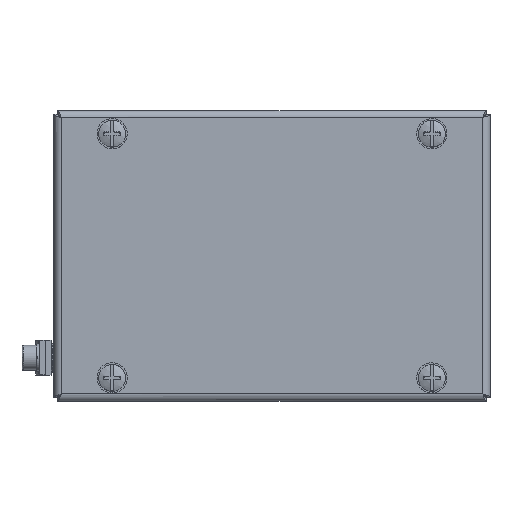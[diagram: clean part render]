
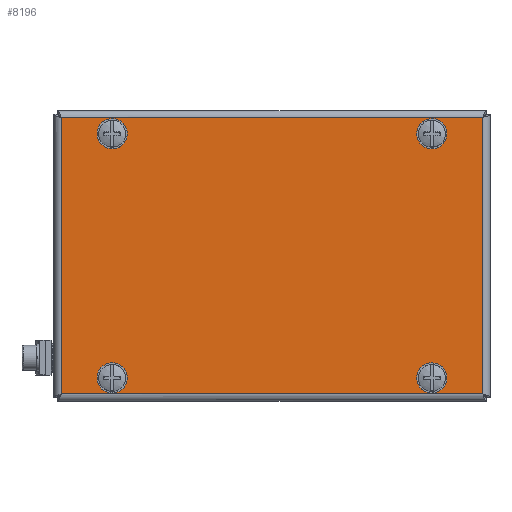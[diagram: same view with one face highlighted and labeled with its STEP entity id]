
A CAD part, top view. The second image highlights one B-rep face of the part: STEP entity #8196.
In plain terms, the highlighted face is planar.
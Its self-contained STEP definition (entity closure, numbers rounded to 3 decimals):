
#643=LINE('',#12646,#1277);
#644=LINE('',#12648,#1278);
#645=LINE('',#12650,#1279);
#646=LINE('',#12651,#1280);
#1277=VECTOR('',#9926,1000.);
#1278=VECTOR('',#9927,1000.);
#1279=VECTOR('',#9928,1000.);
#1280=VECTOR('',#9929,1000.);
#1873=PLANE('',#8838);
#2107=FACE_BOUND('',#2849,.T.);
#2108=FACE_BOUND('',#2850,.T.);
#2109=FACE_BOUND('',#2851,.T.);
#2110=FACE_BOUND('',#2852,.T.);
#2259=FACE_OUTER_BOUND('',#2848,.T.);
#2848=EDGE_LOOP('',(#5885,#5886,#5887,#5888));
#2849=EDGE_LOOP('',(#5889));
#2850=EDGE_LOOP('',(#5890));
#2851=EDGE_LOOP('',(#5891));
#2852=EDGE_LOOP('',(#5892));
#3484=CIRCLE('',#8827,4.);
#3486=CIRCLE('',#8830,4.);
#3488=CIRCLE('',#8833,4.);
#3490=CIRCLE('',#8836,4.);
#3846=VERTEX_POINT('',#12617);
#3848=VERTEX_POINT('',#12622);
#3850=VERTEX_POINT('',#12627);
#3852=VERTEX_POINT('',#12632);
#3857=VERTEX_POINT('',#12644);
#3858=VERTEX_POINT('',#12645);
#3859=VERTEX_POINT('',#12647);
#3860=VERTEX_POINT('',#12649);
#4590=EDGE_CURVE('',#3846,#3846,#3484,.T.);
#4592=EDGE_CURVE('',#3848,#3848,#3486,.T.);
#4594=EDGE_CURVE('',#3850,#3850,#3488,.T.);
#4596=EDGE_CURVE('',#3852,#3852,#3490,.T.);
#4601=EDGE_CURVE('',#3857,#3858,#643,.T.);
#4602=EDGE_CURVE('',#3858,#3859,#644,.T.);
#4603=EDGE_CURVE('',#3859,#3860,#645,.T.);
#4604=EDGE_CURVE('',#3860,#3857,#646,.T.);
#5885=ORIENTED_EDGE('',*,*,#4601,.T.);
#5886=ORIENTED_EDGE('',*,*,#4602,.T.);
#5887=ORIENTED_EDGE('',*,*,#4603,.T.);
#5888=ORIENTED_EDGE('',*,*,#4604,.T.);
#5889=ORIENTED_EDGE('',*,*,#4590,.F.);
#5890=ORIENTED_EDGE('',*,*,#4592,.F.);
#5891=ORIENTED_EDGE('',*,*,#4594,.F.);
#5892=ORIENTED_EDGE('',*,*,#4596,.F.);
#8196=ADVANCED_FACE('',(#2259,#2107,#2108,#2109,#2110),#1873,.F.);
#8827=AXIS2_PLACEMENT_3D('',#12618,#9898,#9899);
#8830=AXIS2_PLACEMENT_3D('',#12623,#9904,#9905);
#8833=AXIS2_PLACEMENT_3D('',#12628,#9910,#9911);
#8836=AXIS2_PLACEMENT_3D('',#12633,#9916,#9917);
#8838=AXIS2_PLACEMENT_3D('',#12643,#9924,#9925);
#9898=DIRECTION('center_axis',(0.,0.,-1.));
#9899=DIRECTION('ref_axis',(1.,0.,0.));
#9904=DIRECTION('center_axis',(0.,0.,-1.));
#9905=DIRECTION('ref_axis',(-1.,0.,0.));
#9910=DIRECTION('center_axis',(0.,0.,-1.));
#9911=DIRECTION('ref_axis',(1.,0.,0.));
#9916=DIRECTION('center_axis',(0.,0.,-1.));
#9917=DIRECTION('ref_axis',(-1.,0.,0.));
#9924=DIRECTION('center_axis',(0.,0.,1.));
#9925=DIRECTION('ref_axis',(1.,0.,0.));
#9926=DIRECTION('',(-1.,0.,0.));
#9927=DIRECTION('',(0.,1.,0.));
#9928=DIRECTION('',(1.,0.,0.));
#9929=DIRECTION('',(0.,-1.,0.));
#12617=CARTESIAN_POINT('',(51.,-42.,0.));
#12618=CARTESIAN_POINT('Origin',(55.,-42.,0.));
#12622=CARTESIAN_POINT('',(-59.,-42.,0.));
#12623=CARTESIAN_POINT('Origin',(-55.,-42.,0.));
#12627=CARTESIAN_POINT('',(-59.,42.,0.));
#12628=CARTESIAN_POINT('Origin',(-55.,42.,0.));
#12632=CARTESIAN_POINT('',(51.,42.,0.));
#12633=CARTESIAN_POINT('Origin',(55.,42.,0.));
#12643=CARTESIAN_POINT('Origin',(-75.,50.,0.));
#12644=CARTESIAN_POINT('',(72.5,-47.5,0.));
#12645=CARTESIAN_POINT('',(-72.5,-47.5,0.));
#12646=CARTESIAN_POINT('',(73.743,-47.5,0.));
#12647=CARTESIAN_POINT('',(-72.5,47.5,0.));
#12648=CARTESIAN_POINT('',(-72.5,-48.743,0.));
#12649=CARTESIAN_POINT('',(72.5,47.5,0.));
#12650=CARTESIAN_POINT('',(-73.743,47.5,0.));
#12651=CARTESIAN_POINT('',(72.5,48.743,0.));
